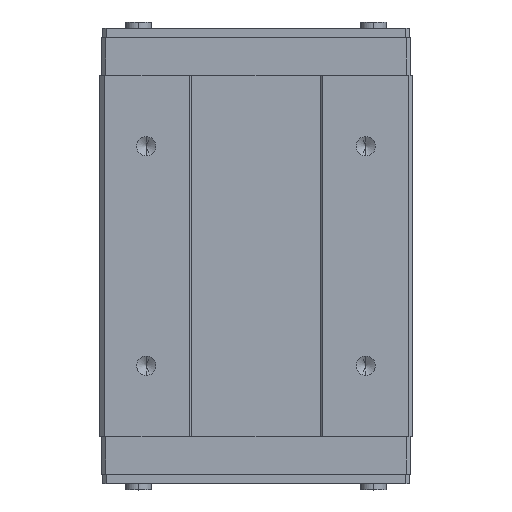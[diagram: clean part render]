
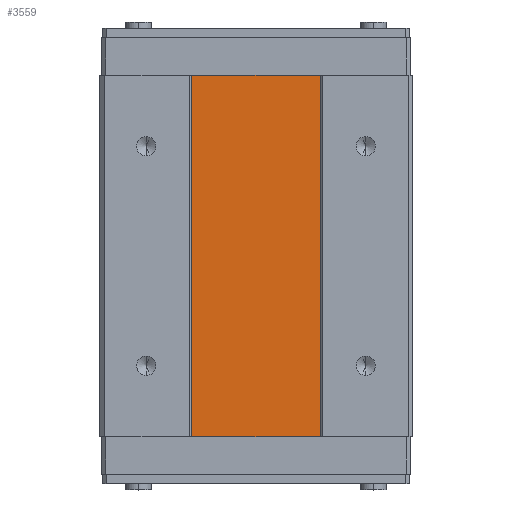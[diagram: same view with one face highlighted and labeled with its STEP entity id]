
A CAD part, top view. The second image highlights one B-rep face of the part: STEP entity #3559.
In plain terms, the highlighted planar face has unit normal (0, 0, 1).
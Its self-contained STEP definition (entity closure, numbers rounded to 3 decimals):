
#70 = CARTESIAN_POINT ( 'NONE',  ( 8.2, -23.05, 13.7 ) ) ;
#149 = VERTEX_POINT ( 'NONE', #612 ) ;
#357 = VERTEX_POINT ( 'NONE', #1735 ) ;
#417 = VECTOR ( 'NONE', #4190, 1000. ) ;
#418 = EDGE_CURVE ( 'NONE', #2717, #357, #3623, .T. ) ;
#498 = CARTESIAN_POINT ( 'NONE',  ( 8.2, 23.05, 13.7 ) ) ;
#612 = CARTESIAN_POINT ( 'NONE',  ( 8.2, 23.05, 13.7 ) ) ;
#1091 = EDGE_CURVE ( 'NONE', #357, #149, #1172, .T. ) ;
#1172 = LINE ( 'NONE', #70, #417 ) ;
#1302 = DIRECTION ( 'NONE',  ( 1., 0., 0. ) ) ;
#1306 = CARTESIAN_POINT ( 'NONE',  ( 8.2, -23.05, 13.7 ) ) ;
#1491 = FACE_OUTER_BOUND ( 'NONE', #2892, .T. ) ;
#1735 = CARTESIAN_POINT ( 'NONE',  ( 8.2, -23.05, 13.7 ) ) ;
#1860 = CARTESIAN_POINT ( 'NONE',  ( -8.2, -23.05, 13.7 ) ) ;
#2002 = DIRECTION ( 'NONE',  ( 0., 1., 0. ) ) ;
#2058 = VECTOR ( 'NONE', #2002, 1000. ) ;
#2104 = DIRECTION ( 'NONE',  ( 1., 0., 0. ) ) ;
#2377 = ORIENTED_EDGE ( 'NONE', *, *, #418, .T. ) ;
#2526 = EDGE_CURVE ( 'NONE', #3522, #149, #3916, .T. ) ;
#2607 = PLANE ( 'NONE',  #2995 ) ;
#2655 = CARTESIAN_POINT ( 'NONE',  ( -8.2, 23.05, 13.7 ) ) ;
#2709 = CARTESIAN_POINT ( 'NONE',  ( 8.2, -23.05, 13.7 ) ) ;
#2717 = VERTEX_POINT ( 'NONE', #3040 ) ;
#2892 = EDGE_LOOP ( 'NONE', ( #4470, #3551, #2377, #3056 ) ) ;
#2995 = AXIS2_PLACEMENT_3D ( 'NONE', #2709, #3376, #4611 ) ;
#3040 = CARTESIAN_POINT ( 'NONE',  ( -8.2, -23.05, 13.7 ) ) ;
#3056 = ORIENTED_EDGE ( 'NONE', *, *, #1091, .T. ) ;
#3282 = VECTOR ( 'NONE', #2104, 1000. ) ;
#3311 = VECTOR ( 'NONE', #1302, 1000. ) ;
#3376 = DIRECTION ( 'NONE',  ( 0., 0., 1. ) ) ;
#3522 = VERTEX_POINT ( 'NONE', #2655 ) ;
#3551 = ORIENTED_EDGE ( 'NONE', *, *, #3971, .F. ) ;
#3559 = ADVANCED_FACE ( 'NONE', ( #1491 ), #2607, .T. ) ;
#3623 = LINE ( 'NONE', #1306, #3282 ) ;
#3747 = LINE ( 'NONE', #1860, #2058 ) ;
#3916 = LINE ( 'NONE', #498, #3311 ) ;
#3971 = EDGE_CURVE ( 'NONE', #2717, #3522, #3747, .T. ) ;
#4190 = DIRECTION ( 'NONE',  ( 0., 1., 0. ) ) ;
#4470 = ORIENTED_EDGE ( 'NONE', *, *, #2526, .F. ) ;
#4611 = DIRECTION ( 'NONE',  ( 1., 0., 0. ) ) ;
